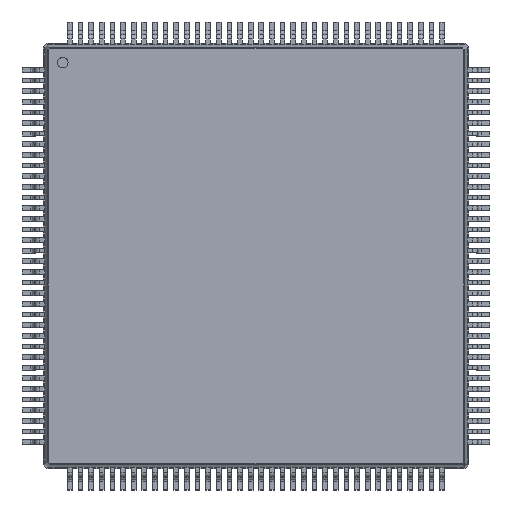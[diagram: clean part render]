
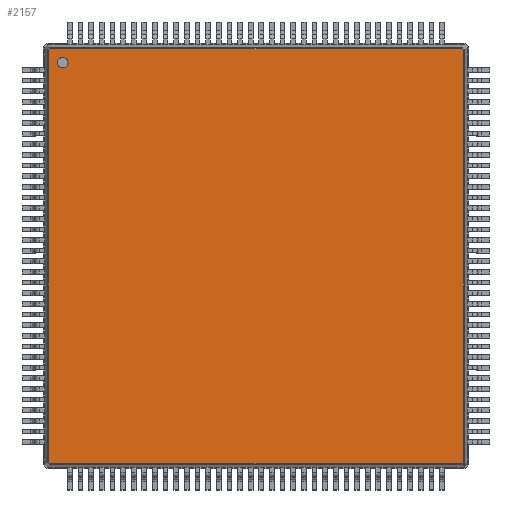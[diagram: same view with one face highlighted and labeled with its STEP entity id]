
A CAD part, top view. The second image highlights one B-rep face of the part: STEP entity #2157.
In plain terms, the highlighted planar face has unit normal (0, 0, 1).
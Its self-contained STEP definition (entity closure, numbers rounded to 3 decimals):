
#13=DIRECTION('',(0.,0.,1.));
#43=CARTESIAN_POINT('',(-9.718,9.787,1.5));
#369=VERTEX_POINT('',#370);
#370=CARTESIAN_POINT('',(-9.702,9.746,1.5));
#387=EDGE_CURVE('',#369,#388,#390,.T.);
#388=VERTEX_POINT('',#389);
#389=CARTESIAN_POINT('',(9.702,9.746,1.5));
#390=B_SPLINE_CURVE_WITH_KNOTS('',2,(#391,#392,#393,#394,#395),.UNSPECIFIED.,.F.,.F.,(3,1,1,3),(-0.992,-0.04,19.477,20.429),.UNSPECIFIED.);
#391=CARTESIAN_POINT('',(-10.711,9.746,1.5));
#392=CARTESIAN_POINT('',(-10.235,9.746,1.5));
#393=CARTESIAN_POINT('',(0.,9.746,1.5));
#394=CARTESIAN_POINT('',(10.235,9.746,1.5));
#395=CARTESIAN_POINT('',(10.711,9.746,1.5));
#1742=DIRECTION('',(0.,-1.,0.));
#2089=EDGE_CURVE('',#388,#2090,#2092,.T.);
#2090=VERTEX_POINT('',#2091);
#2091=CARTESIAN_POINT('',(9.746,9.702,1.5));
#2092=B_SPLINE_CURVE_WITH_KNOTS('',2,(#2093,#2094,#2095,#2096,#2097),.UNSPECIFIED.,.F.,.F.,(3,1,1,3),(-0.4,-0.04,0.137,0.497),.UNSPECIFIED.);
#2093=CARTESIAN_POINT('',(9.407,10.041,1.5));
#2094=CARTESIAN_POINT('',(9.535,9.914,1.5));
#2095=CARTESIAN_POINT('',(9.724,9.724,1.5));
#2096=CARTESIAN_POINT('',(9.914,9.535,1.5));
#2097=CARTESIAN_POINT('',(10.041,9.407,1.5));
#2125=VERTEX_POINT('',#2126);
#2126=CARTESIAN_POINT('',(-9.746,9.702,1.5));
#2143=EDGE_CURVE('',#2125,#369,#2144,.T.);
#2144=B_SPLINE_CURVE_WITH_KNOTS('',2,(#2145,#2146,#2147,#2148,#2149),.UNSPECIFIED.,.F.,.F.,(3,1,1,3),(-0.4,-0.04,0.137,0.497),.UNSPECIFIED.);
#2145=CARTESIAN_POINT('',(-10.041,9.407,1.5));
#2146=CARTESIAN_POINT('',(-9.914,9.535,1.5));
#2147=CARTESIAN_POINT('',(-9.724,9.724,1.5));
#2148=CARTESIAN_POINT('',(-9.535,9.914,1.5));
#2149=CARTESIAN_POINT('',(-9.407,10.041,1.5));
#2157=ADVANCED_FACE('',(#2158,#2211),#2221,.T.);
#2158=FACE_BOUND('',#2159,.T.);
#2159=EDGE_LOOP('',(#2160,#2161,#2162,#2172,#2182,#2192,#2202,#2210));
#2160=ORIENTED_EDGE('',*,*,#387,.F.);
#2161=ORIENTED_EDGE('',*,*,#2143,.F.);
#2162=ORIENTED_EDGE('',*,*,#2163,.F.);
#2163=EDGE_CURVE('',#2164,#2125,#2166,.T.);
#2164=VERTEX_POINT('',#2165);
#2165=CARTESIAN_POINT('',(-9.746,-9.702,1.5));
#2166=B_SPLINE_CURVE_WITH_KNOTS('',2,(#2167,#2168,#2169,#2170,#2171),.UNSPECIFIED.,.F.,.F.,(3,1,1,3),(-0.992,-0.04,19.477,20.429),.UNSPECIFIED.);
#2167=CARTESIAN_POINT('',(-9.746,-10.711,1.5));
#2168=CARTESIAN_POINT('',(-9.746,-10.235,1.5));
#2169=CARTESIAN_POINT('',(-9.746,0.,1.5));
#2170=CARTESIAN_POINT('',(-9.746,10.235,1.5));
#2171=CARTESIAN_POINT('',(-9.746,10.711,1.5));
#2172=ORIENTED_EDGE('',*,*,#2173,.F.);
#2173=EDGE_CURVE('',#2174,#2164,#2176,.T.);
#2174=VERTEX_POINT('',#2175);
#2175=CARTESIAN_POINT('',(-9.702,-9.746,1.5));
#2176=B_SPLINE_CURVE_WITH_KNOTS('',2,(#2177,#2178,#2179,#2180,#2181),.UNSPECIFIED.,.F.,.F.,(3,1,1,3),(-0.4,-0.04,0.137,0.497),.UNSPECIFIED.);
#2177=CARTESIAN_POINT('',(-9.407,-10.041,1.5));
#2178=CARTESIAN_POINT('',(-9.535,-9.914,1.5));
#2179=CARTESIAN_POINT('',(-9.724,-9.724,1.5));
#2180=CARTESIAN_POINT('',(-9.914,-9.535,1.5));
#2181=CARTESIAN_POINT('',(-10.041,-9.407,1.5));
#2182=ORIENTED_EDGE('',*,*,#2183,.F.);
#2183=EDGE_CURVE('',#2184,#2174,#2186,.T.);
#2184=VERTEX_POINT('',#2185);
#2185=CARTESIAN_POINT('',(9.702,-9.746,1.5));
#2186=B_SPLINE_CURVE_WITH_KNOTS('',2,(#2187,#2188,#2189,#2190,#2191),.UNSPECIFIED.,.F.,.F.,(3,1,1,3),(-0.992,-0.04,19.477,20.429),.UNSPECIFIED.);
#2187=CARTESIAN_POINT('',(10.711,-9.746,1.5));
#2188=CARTESIAN_POINT('',(10.235,-9.746,1.5));
#2189=CARTESIAN_POINT('',(0.,-9.746,1.5));
#2190=CARTESIAN_POINT('',(-10.235,-9.746,1.5));
#2191=CARTESIAN_POINT('',(-10.711,-9.746,1.5));
#2192=ORIENTED_EDGE('',*,*,#2193,.F.);
#2193=EDGE_CURVE('',#2194,#2184,#2196,.T.);
#2194=VERTEX_POINT('',#2195);
#2195=CARTESIAN_POINT('',(9.746,-9.702,1.5));
#2196=B_SPLINE_CURVE_WITH_KNOTS('',2,(#2197,#2198,#2199,#2200,#2201),.UNSPECIFIED.,.F.,.F.,(3,1,1,3),(-0.4,-0.04,0.137,0.497),.UNSPECIFIED.);
#2197=CARTESIAN_POINT('',(10.041,-9.407,1.5));
#2198=CARTESIAN_POINT('',(9.914,-9.535,1.5));
#2199=CARTESIAN_POINT('',(9.724,-9.724,1.5));
#2200=CARTESIAN_POINT('',(9.535,-9.914,1.5));
#2201=CARTESIAN_POINT('',(9.407,-10.041,1.5));
#2202=ORIENTED_EDGE('',*,*,#2203,.F.);
#2203=EDGE_CURVE('',#2090,#2194,#2204,.T.);
#2204=B_SPLINE_CURVE_WITH_KNOTS('',2,(#2205,#2206,#2207,#2208,#2209),.UNSPECIFIED.,.F.,.F.,(3,1,1,3),(-0.992,-0.04,19.477,20.429),.UNSPECIFIED.);
#2205=CARTESIAN_POINT('',(9.746,10.711,1.5));
#2206=CARTESIAN_POINT('',(9.746,10.235,1.5));
#2207=CARTESIAN_POINT('',(9.746,0.,1.5));
#2208=CARTESIAN_POINT('',(9.746,-10.235,1.5));
#2209=CARTESIAN_POINT('',(9.746,-10.711,1.5));
#2210=ORIENTED_EDGE('',*,*,#2089,.F.);
#2211=FACE_BOUND('',#2212,.T.);
#2212=EDGE_LOOP('',(#2213));
#2213=ORIENTED_EDGE('',*,*,#2214,.T.);
#2214=EDGE_CURVE('',#2215,#2215,#2217,.T.);
#2215=VERTEX_POINT('',#2216);
#2216=CARTESIAN_POINT('',(-9.087,8.837,1.5));
#2217=CIRCLE('',#2218,0.25);
#2218=AXIS2_PLACEMENT_3D('',#2219,#2220,#1742);
#2219=CARTESIAN_POINT('',(-9.087,9.087,1.5));
#2220=DIRECTION('',(0.,-0.,-1.));
#2221=PLANE('',#2222);
#2222=AXIS2_PLACEMENT_3D('',#43,#13,#2223);
#2223=DIRECTION('',(0.705,-0.71,0.));
